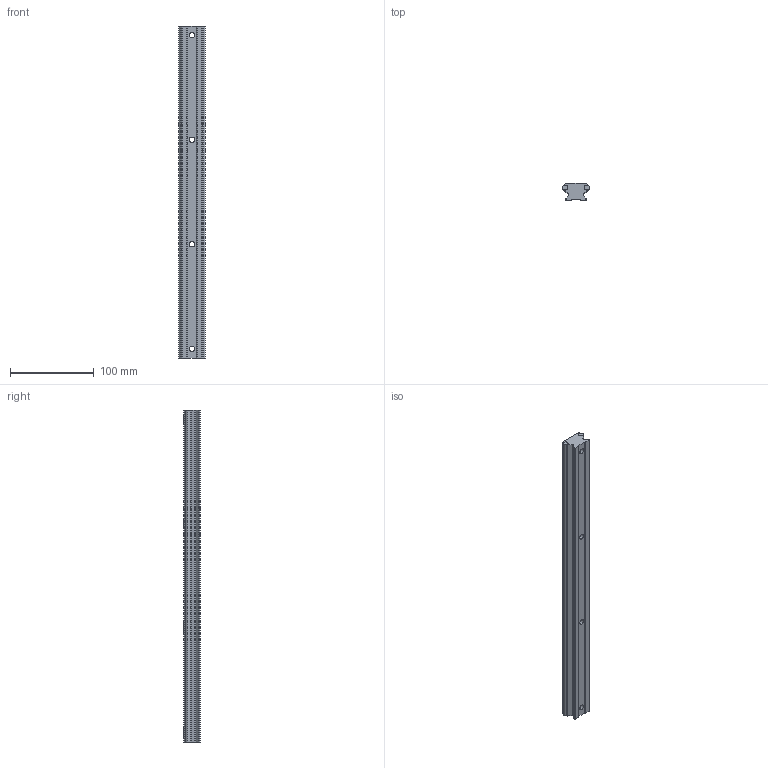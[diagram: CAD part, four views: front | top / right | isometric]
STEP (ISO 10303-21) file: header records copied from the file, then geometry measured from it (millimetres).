
FILE_DESCRIPTION (( 'STEP AP214' ), '1' );
FILE_NAME ('ELFS32.STEP', '2016-09-14T10:51:48', ( 'admin' ), ( '' ), 'SwSTEP 2.0', 'SolidWorks 2016', '' );
FILE_SCHEMA (( 'AUTOMOTIVE_DESIGN' ));
Length unit declared in the file: millimetre
Products named in the file (3): W6h6-ELFS_Bohrbild; EDM_ELFS32-STR_STEP; ELFS32
Assembly tree (3 placements, depth 2):
  ELFS32
    EDM_ELFS32-STR_STEP
    W6h6-ELFS_Bohrbild  x2
Bounding box: 31.99 x 20 x 397 mm (x, y, z)
Volume: 187985.6 mm3; surface area: 61857 mm2
Topology: 3 solids, 3 shells, 71 faces, 183 edges, 122 vertices
Faces by surface type: cylinder 41, plane 30
Entity records: 2243 total; most frequent: DIRECTION 401, CARTESIAN_POINT 368, ORIENTED_EDGE 354, EDGE_CURVE 177, AXIS2_PLACEMENT_3D 151, VERTEX_POINT 118, VECTOR 99, LINE 99
